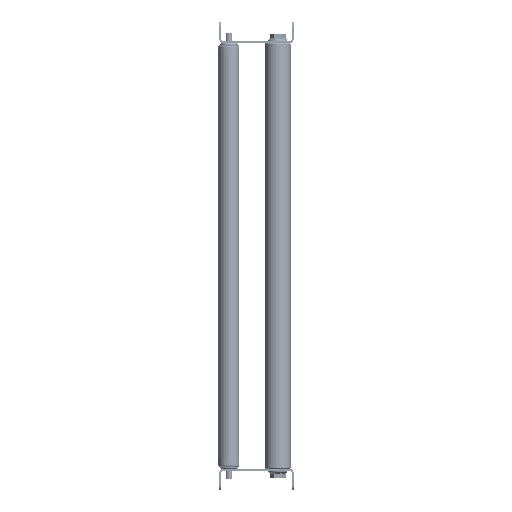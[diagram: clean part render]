
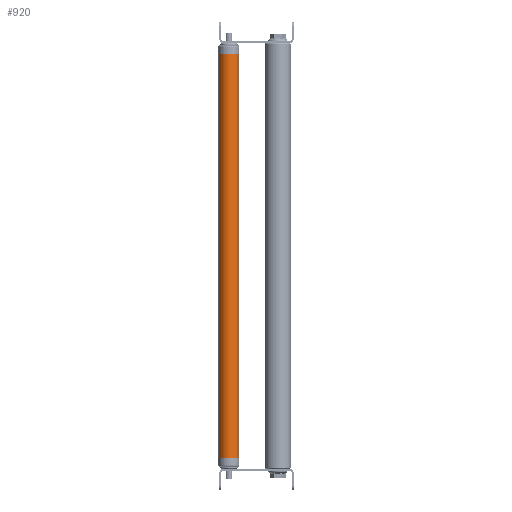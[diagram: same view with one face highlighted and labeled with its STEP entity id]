
A CAD part, left-side view. The second image highlights one B-rep face of the part: STEP entity #920.
In plain terms, the highlighted cylindrical face has radius 10 mm (diameter 20 mm), a partial arc.
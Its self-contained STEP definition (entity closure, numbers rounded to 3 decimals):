
#293 = VERTEX_POINT ( 'NONE', #18962 ) ;
#920 = ADVANCED_FACE ( 'NONE', ( #2575 ), #16627, .T. ) ;
#1088 = EDGE_CURVE ( 'NONE', #293, #11959, #9911, .T. ) ;
#1296 = DIRECTION ( 'NONE',  ( 0., 0., -1. ) ) ;
#1375 = ORIENTED_EDGE ( 'NONE', *, *, #16113, .F. ) ;
#2575 = FACE_OUTER_BOUND ( 'NONE', #3558, .T. ) ;
#2835 = DIRECTION ( 'NONE',  ( -1., 0., 0. ) ) ;
#2861 = VECTOR ( 'NONE', #24399, 1000. ) ;
#3036 = ORIENTED_EDGE ( 'NONE', *, *, #20552, .F. ) ;
#3558 = EDGE_LOOP ( 'NONE', ( #3036, #4243, #12602, #1375 ) ) ;
#3933 = LINE ( 'NONE', #5909, #2861 ) ;
#4127 = CARTESIAN_POINT ( 'NONE',  ( 0., 0., 10. ) ) ;
#4243 = ORIENTED_EDGE ( 'NONE', *, *, #4618, .T. ) ;
#4304 = AXIS2_PLACEMENT_3D ( 'NONE', #13328, #19457, #1296 ) ;
#4618 = EDGE_CURVE ( 'NONE', #24635, #293, #12361, .T. ) ;
#5909 = CARTESIAN_POINT ( 'NONE',  ( 380., 0., 10. ) ) ;
#6117 = CARTESIAN_POINT ( 'NONE',  ( 380., 0., 10. ) ) ;
#6522 = DIRECTION ( 'NONE',  ( 0., 0., 1. ) ) ;
#7434 = AXIS2_PLACEMENT_3D ( 'NONE', #16771, #2835, #6522 ) ;
#9911 = CIRCLE ( 'NONE', #14633, 10. ) ;
#11650 = CARTESIAN_POINT ( 'NONE',  ( 380., 0., -10. ) ) ;
#11959 = VERTEX_POINT ( 'NONE', #4127 ) ;
#12361 = LINE ( 'NONE', #18226, #22903 ) ;
#12602 = ORIENTED_EDGE ( 'NONE', *, *, #1088, .T. ) ;
#12842 = DIRECTION ( 'NONE',  ( 1., 0., 0. ) ) ;
#13190 = CIRCLE ( 'NONE', #4304, 10. ) ;
#13328 = CARTESIAN_POINT ( 'NONE',  ( 380., 0., 0. ) ) ;
#14078 = DIRECTION ( 'NONE',  ( -1., 0., 0. ) ) ;
#14633 = AXIS2_PLACEMENT_3D ( 'NONE', #21218, #12842, #16977 ) ;
#16113 = EDGE_CURVE ( 'NONE', #23847, #11959, #3933, .T. ) ;
#16627 = CYLINDRICAL_SURFACE ( 'NONE', #7434, 10. ) ;
#16771 = CARTESIAN_POINT ( 'NONE',  ( 380., 0., 0. ) ) ;
#16977 = DIRECTION ( 'NONE',  ( 0., 0., -1. ) ) ;
#18226 = CARTESIAN_POINT ( 'NONE',  ( 380., 0., -10. ) ) ;
#18962 = CARTESIAN_POINT ( 'NONE',  ( 0., 0., -10. ) ) ;
#19457 = DIRECTION ( 'NONE',  ( 1., 0., 0. ) ) ;
#20552 = EDGE_CURVE ( 'NONE', #24635, #23847, #13190, .T. ) ;
#21218 = CARTESIAN_POINT ( 'NONE',  ( 0., 0., 0. ) ) ;
#22903 = VECTOR ( 'NONE', #14078, 1000. ) ;
#23847 = VERTEX_POINT ( 'NONE', #6117 ) ;
#24399 = DIRECTION ( 'NONE',  ( -1., 0., 0. ) ) ;
#24635 = VERTEX_POINT ( 'NONE', #11650 ) ;
